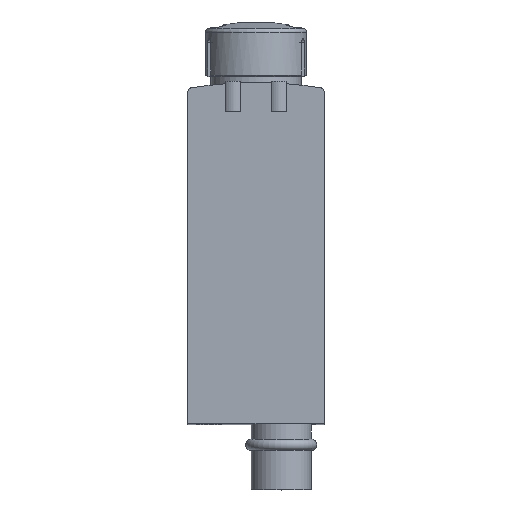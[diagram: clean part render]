
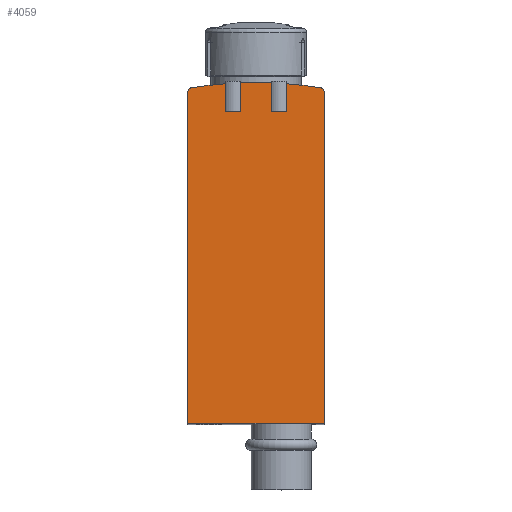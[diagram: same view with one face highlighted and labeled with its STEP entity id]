
A CAD part, top view. The second image highlights one B-rep face of the part: STEP entity #4059.
In plain terms, the highlighted planar face has unit normal (0, 0, 1).
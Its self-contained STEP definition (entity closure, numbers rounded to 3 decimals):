
#68=PLANE('',#4273);
#142=CIRCLE('',#4205,55.3);
#143=CIRCLE('',#4206,55.3);
#145=CIRCLE('',#4208,55.3);
#175=CIRCLE('',#4265,0.5);
#177=CIRCLE('',#4270,0.5);
#515=ORIENTED_EDGE('',*,*,#1303,.F.);
#516=ORIENTED_EDGE('',*,*,#1217,.T.);
#517=ORIENTED_EDGE('',*,*,#1293,.T.);
#518=ORIENTED_EDGE('',*,*,#1296,.T.);
#519=ORIENTED_EDGE('',*,*,#1263,.T.);
#520=ORIENTED_EDGE('',*,*,#1298,.T.);
#521=ORIENTED_EDGE('',*,*,#1301,.T.);
#522=ORIENTED_EDGE('',*,*,#1213,.T.);
#523=ORIENTED_EDGE('',*,*,#1304,.F.);
#524=ORIENTED_EDGE('',*,*,#1305,.T.);
#525=ORIENTED_EDGE('',*,*,#1306,.F.);
#526=ORIENTED_EDGE('',*,*,#1209,.T.);
#527=ORIENTED_EDGE('',*,*,#1307,.F.);
#528=ORIENTED_EDGE('',*,*,#1308,.T.);
#1209=EDGE_CURVE('',#1644,#1643,#142,.T.);
#1213=EDGE_CURVE('',#1648,#1647,#143,.T.);
#1217=EDGE_CURVE('',#1641,#1651,#145,.T.);
#1263=EDGE_CURVE('',#1684,#1687,#1964,.T.);
#1293=EDGE_CURVE('',#1651,#1704,#175,.T.);
#1296=EDGE_CURVE('',#1704,#1684,#1982,.T.);
#1298=EDGE_CURVE('',#1687,#1706,#1984,.T.);
#1301=EDGE_CURVE('',#1706,#1648,#177,.T.);
#1303=EDGE_CURVE('',#1641,#1708,#1987,.T.);
#1304=EDGE_CURVE('',#1709,#1647,#1988,.T.);
#1305=EDGE_CURVE('',#1709,#1710,#1989,.T.);
#1306=EDGE_CURVE('',#1644,#1710,#1990,.T.);
#1307=EDGE_CURVE('',#1711,#1643,#1991,.T.);
#1308=EDGE_CURVE('',#1711,#1708,#1992,.T.);
#1641=VERTEX_POINT('',#5399);
#1643=VERTEX_POINT('',#5409);
#1644=VERTEX_POINT('',#5411);
#1647=VERTEX_POINT('',#5423);
#1648=VERTEX_POINT('',#5425);
#1651=VERTEX_POINT('',#5431);
#1684=VERTEX_POINT('',#5550);
#1687=VERTEX_POINT('',#5557);
#1704=VERTEX_POINT('',#5624);
#1706=VERTEX_POINT('',#5633);
#1708=VERTEX_POINT('',#5643);
#1709=VERTEX_POINT('',#5645);
#1710=VERTEX_POINT('',#5647);
#1711=VERTEX_POINT('',#5650);
#1964=LINE('',#5558,#2202);
#1982=LINE('',#5629,#2220);
#1984=LINE('',#5632,#2222);
#1987=LINE('',#5642,#2225);
#1988=LINE('',#5644,#2226);
#1989=LINE('',#5646,#2227);
#1990=LINE('',#5648,#2228);
#1991=LINE('',#5649,#2229);
#1992=LINE('',#5651,#2230);
#2202=VECTOR('',#4612,1000.);
#2220=VECTOR('',#4700,1000.);
#2222=VECTOR('',#4704,1000.);
#2225=VECTOR('',#4717,1000.);
#2226=VECTOR('',#4718,1000.);
#2227=VECTOR('',#4719,1000.);
#2228=VECTOR('',#4720,1000.);
#2229=VECTOR('',#4721,1000.);
#2230=VECTOR('',#4722,1000.);
#2450=EDGE_LOOP('',(#515,#516,#517,#518,#519,#520,#521,#522,#523,#524,#525,
#526,#527,#528));
#2647=FACE_BOUND('',#2450,.T.);
#4059=ADVANCED_FACE('',(#2647),#68,.T.);
#4205=AXIS2_PLACEMENT_3D('',#5410,#4527,#4528);
#4206=AXIS2_PLACEMENT_3D('',#5424,#4531,#4532);
#4208=AXIS2_PLACEMENT_3D('',#5432,#4537,#4538);
#4265=AXIS2_PLACEMENT_3D('',#5623,#4693,#4694);
#4270=AXIS2_PLACEMENT_3D('',#5638,#4709,#4710);
#4273=AXIS2_PLACEMENT_3D('',#5641,#4715,#4716);
#4527=DIRECTION('',(0.,0.,1.));
#4528=DIRECTION('',(1.,0.,0.));
#4531=DIRECTION('',(0.,0.,1.));
#4532=DIRECTION('',(1.,0.,0.));
#4537=DIRECTION('',(0.,0.,1.));
#4538=DIRECTION('',(1.,0.,0.));
#4612=DIRECTION('',(1.,0.,0.));
#4693=DIRECTION('',(0.,0.,1.));
#4694=DIRECTION('',(1.,0.,0.));
#4700=DIRECTION('',(0.,-1.,0.));
#4704=DIRECTION('',(0.,1.,0.));
#4709=DIRECTION('',(0.,0.,1.));
#4710=DIRECTION('',(1.,0.,0.));
#4715=DIRECTION('',(0.,0.,1.));
#4716=DIRECTION('',(1.,0.,0.));
#4717=DIRECTION('',(0.,-1.,0.));
#4718=DIRECTION('',(0.,1.,0.));
#4719=DIRECTION('',(-1.,0.,0.));
#4720=DIRECTION('',(0.,-1.,0.));
#4721=DIRECTION('',(0.,1.,0.));
#4722=DIRECTION('',(-1.,0.,0.));
#5399=CARTESIAN_POINT('',(-4.,45.155,92.));
#5409=CARTESIAN_POINT('',(-2.,45.264,92.));
#5410=CARTESIAN_POINT('',(0.,-10.,92.));
#5411=CARTESIAN_POINT('',(2.,45.264,92.));
#5423=CARTESIAN_POINT('',(4.,45.155,92.));
#5424=CARTESIAN_POINT('',(0.,-10.,92.));
#5425=CARTESIAN_POINT('',(8.628,44.623,92.));
#5431=CARTESIAN_POINT('',(-8.628,44.623,92.));
#5432=CARTESIAN_POINT('',(0.,-10.,92.));
#5550=CARTESIAN_POINT('',(-9.05,0.,92.));
#5557=CARTESIAN_POINT('',(9.05,0.,92.));
#5558=CARTESIAN_POINT('',(-9.05,0.,92.));
#5623=CARTESIAN_POINT('',(-8.55,44.129,92.));
#5624=CARTESIAN_POINT('',(-9.05,44.129,92.));
#5629=CARTESIAN_POINT('',(-9.05,44.129,92.));
#5632=CARTESIAN_POINT('',(9.05,0.,92.));
#5633=CARTESIAN_POINT('',(9.05,44.129,92.));
#5638=CARTESIAN_POINT('',(8.55,44.129,92.));
#5641=CARTESIAN_POINT('',(-8.55,44.129,92.));
#5642=CARTESIAN_POINT('',(-4.,44.129,92.));
#5643=CARTESIAN_POINT('',(-4.,41.5,92.));
#5644=CARTESIAN_POINT('',(4.,44.129,92.));
#5645=CARTESIAN_POINT('',(4.,41.5,92.));
#5646=CARTESIAN_POINT('',(-8.55,41.5,92.));
#5647=CARTESIAN_POINT('',(2.,41.5,92.));
#5648=CARTESIAN_POINT('',(2.,44.129,92.));
#5649=CARTESIAN_POINT('',(-2.,44.129,92.));
#5650=CARTESIAN_POINT('',(-2.,41.5,92.));
#5651=CARTESIAN_POINT('',(-8.55,41.5,92.));
